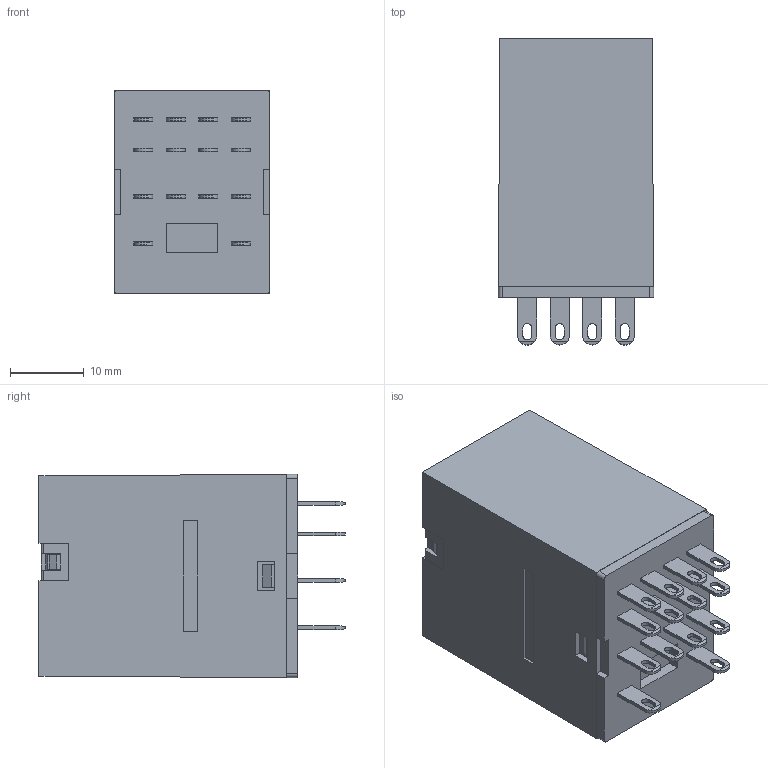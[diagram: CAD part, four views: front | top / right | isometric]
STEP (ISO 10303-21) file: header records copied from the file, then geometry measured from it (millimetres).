
FILE_DESCRIPTION (( 'STEP AP203' ), '1' );
FILE_NAME ('RU[4][42]S-C($)($)-###_rev0.0.STEP', '2021-12-24T07:27:37', ( '' ), ( '' ), 'SwSTEP 2.0', 'SolidWorks 2019', '' );
FILE_SCHEMA (( 'CONFIG_CONTROL_DESIGN' ));
Length unit declared in the file: millimetre
Products named in the file (3): RU[4][42]S-C($)($)-###_rev0.0; RU-C-CASE-UNIT_蹬怮椔; RU4S-BASE-UNIT_蹬怮椔
Assembly tree (2 placements, depth 2):
  RU[4][42]S-C($)($)-###_rev0.0
    RU4S-BASE-UNIT_蹬怮椔
    RU-C-CASE-UNIT_蹬怮椔
Bounding box: 21 x 41.4 x 27.5 mm (x, y, z)
Volume: 6265.3 mm3; surface area: 9828.3 mm2
Topology: 3 solids, 3 shells, 296 faces, 818 edges, 544 vertices
Faces by surface type: plane 242, cylinder 54
Entity records: 9753 total; most frequent: CARTESIAN_POINT 1783, ORIENTED_EDGE 1636, DIRECTION 1516, EDGE_CURVE 818, VECTOR 642, LINE 642, VERTEX_POINT 544, AXIS2_PLACEMENT_3D 437
